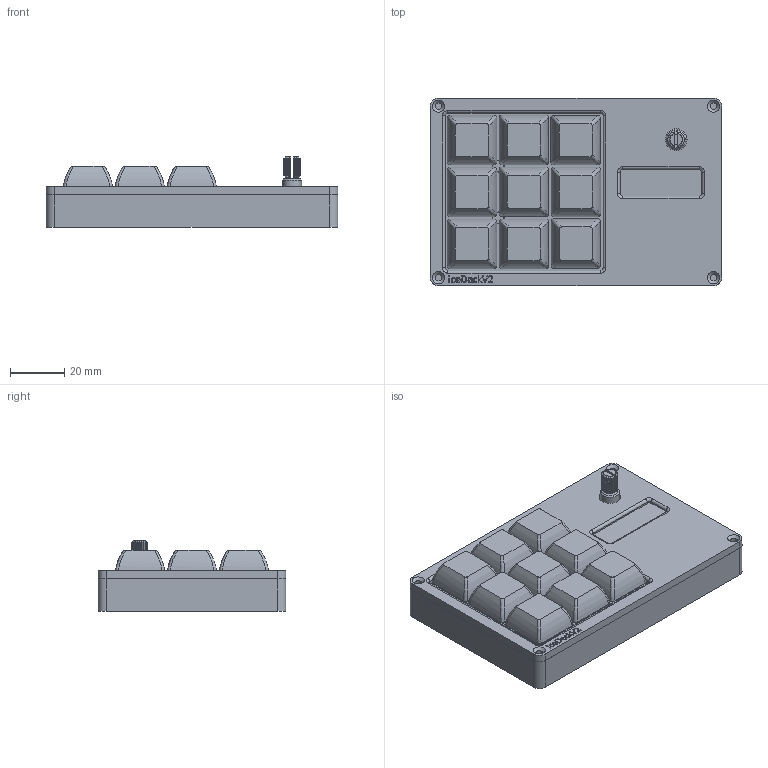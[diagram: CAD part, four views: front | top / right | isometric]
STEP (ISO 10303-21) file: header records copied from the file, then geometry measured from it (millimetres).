
FILE_DESCRIPTION(/* description */ ('STEP AP242 Edition 2','CAx-IF Rec.Pracs.---Representation and Presentation of Product Manufacturing Information (PMI)---4.0---2014-10-13','CAx-IF Rec.Pracs.---3D Tessellated Geometry---0.4---2014-09-14','2;1','CAx-IF Rec.Pracs.---User Defined Attributes---1.5---2016-08-15'),/* implementation_level */ '2;1');
FILE_NAME(/* name */ '6931ed406768721ae740bd69',/* time_stamp */ '2025-12-04T20:21:23Z',/* author */ (''),/* organization */ (''),/* preprocessor_version */ 'ST-DEVELOPER v20',/* originating_system */ 'ONSHAPE BY PTC INC, 1.207',/* authorisation */ ' ');
FILE_SCHEMA (('AP242_MANAGED_MODEL_BASED_3D_ENGINEERING_MIM_LF { 1 0 10303 442 3 1 4 }'));
Products named in the file (102): IceDeck + Case; Cherry MX Switch; Part 1; Solder Tips; Top; Bottom Base; Space Taken by Resistors & Other Things; Microboard_PCB; EC11 Encoder; Screen; Bottom; Xiao RP2040 <1>; Seeed Studio XIAO RP2040 v26; main; smd_button v3; smd_button v3(Mirror); type-c v2; DIN; DOUT; VSS; VDD; Shell
Assembly tree (117 placements, depth 3):
  IceDeck + Case
    Cherry MX Switch  x9
    Part 1  x9
    Solder Tips
    Top
    Solder Tips
    Solder Tips
    Bottom Base
    Space Taken by Resistors & Other Things
    Microboard_PCB
    Space Taken by Resistors & Other Things
    Solder Tips
    Space Taken by Resistors & Other Things
    Space Taken by Resistors & Other Things
    EC11 Encoder
    Screen
    Space Taken by Resistors & Other Things
    Bottom
    Xiao RP2040 <1>
      Seeed Studio XIAO RP2040 v26
      Seeed Studio XIAO RP2040 v26
      main
      smd_button v3
      main
      smd_button v3(Mirror)
      Seeed Studio XIAO RP2040 v26
      type-c v2
      type-c v2
      DIN
      Seeed Studio XIAO RP2040 v26
      type-c v2
      Seeed Studio XIAO RP2040 v26
      DOUT
      VSS
      type-c v2
      Seeed Studio XIAO RP2040 v26
      main
      Seeed Studio XIAO RP2040 v26
      VDD
      type-c v2
      main
      type-c v2
      type-c v2
      Seeed Studio XIAO RP2040 v26
      main
      Seeed Studio XIAO RP2040 v26
      main
      Seeed Studio XIAO RP2040 v26
      Seeed Studio XIAO RP2040 v26
      type-c v2
      Seeed Studio XIAO RP2040 v26
      Seeed Studio XIAO RP2040 v26
      Seeed Studio XIAO RP2040 v26
      type-c v2
      Seeed Studio XIAO RP2040 v26
      type-c v2
      type-c v2
      Seeed Studio XIAO RP2040 v26
      type-c v2
      type-c v2
Bounding box: 107 x 69 x 26.05 mm (x, y, z)
Volume: 75723.9 mm3; surface area: 73760.9 mm2
Topology: 116 solids, 125 shells, 3523 faces, 9087 edges, 5911 vertices
Faces by surface type: plane 2396, cylinder 788, bspline 216, cone 62, torus 32, sphere 29
Full cylindrical faces by diameter (mm): 0.4 x1, 0.5 x2, 0.762 x3, 0.8 x15, 0.889 x14, 1 x5, 1.5 x20, 1.6 x18, 1.7 x18, 2 x1, 2.5 x8, 3.3 x1, 3.5 x1, 3.51 x1, 3.85 x9, 4 x10, 4.2 x3, 4.4 x3, 7 x5, 8 x1
Entity records: 79699 total; most frequent: CARTESIAN_POINT 15716, ORIENTED_EDGE 12078, DIRECTION 11347, EDGE_CURVE 6039, LINE 4299, VECTOR 4299, VERTEX_POINT 4032, AXIS2_PLACEMENT_3D 3524
